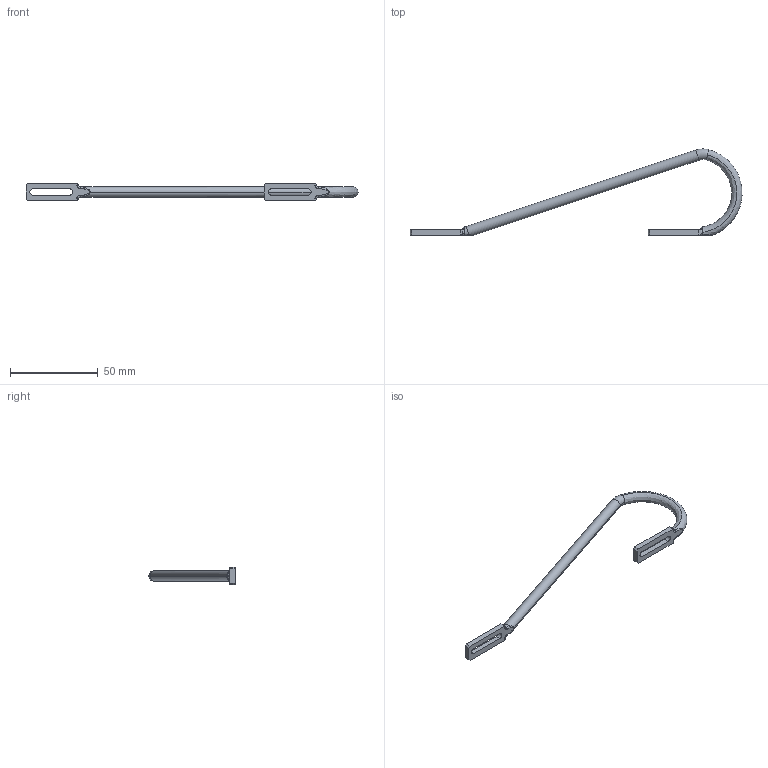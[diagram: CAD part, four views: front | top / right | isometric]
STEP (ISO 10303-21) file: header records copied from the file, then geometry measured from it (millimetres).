
FILE_DESCRIPTION (( 'STEP AP214' ), '1' );
FILE_NAME ('Guide 003 REV01.STEP', '2025-09-15T23:42:56', ( '' ), ( '' ), 'SwSTEP 2.0', 'SolidWorks 2024', '' );
FILE_SCHEMA (( 'AUTOMOTIVE_DESIGN' ));
Length unit declared in the file: millimetre
Products named in the file (1): Guide 003 REV01
Bounding box: 189.56 x 49.2 x 10 mm (x, y, z)
Volume: 7190.8 mm3; surface area: 5557.8 mm2
Topology: 1 solids, 1 shells, 72 faces, 184 edges, 114 vertices
Faces by surface type: plane 30, bspline 27, cylinder 11, torus 4
Entity records: 3611 total; most frequent: CARTESIAN_POINT 2065, ORIENTED_EDGE 368, DIRECTION 247, EDGE_CURVE 184, VERTEX_POINT 114, AXIS2_PLACEMENT_3D 86, EDGE_LOOP 76, LINE 75
